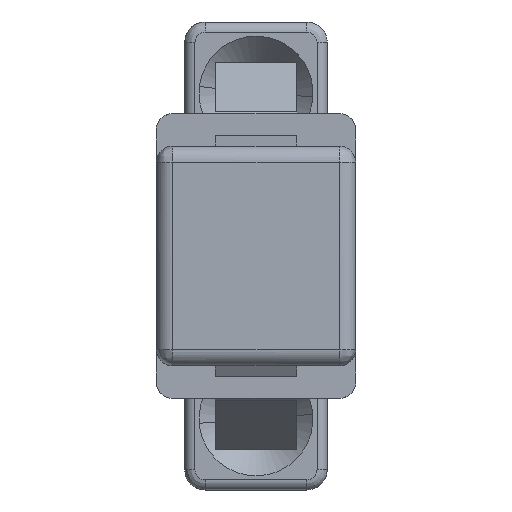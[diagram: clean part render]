
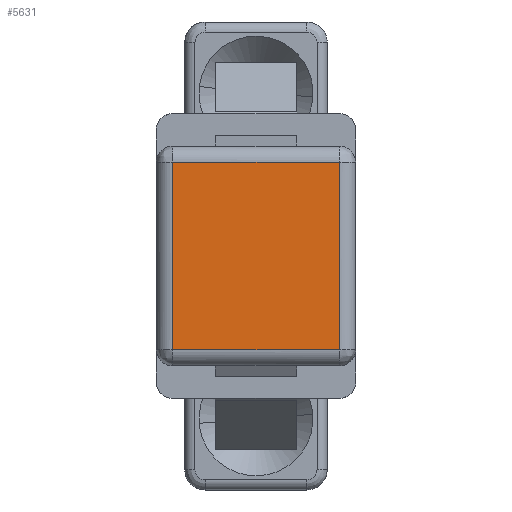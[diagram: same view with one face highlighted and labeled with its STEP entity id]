
A CAD part, left-side view. The second image highlights one B-rep face of the part: STEP entity #5631.
In plain terms, the highlighted free-form (B-spline) face has degree [1, 1] with [2, 2] control points.
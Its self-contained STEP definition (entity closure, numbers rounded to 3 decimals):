
#3810=CARTESIAN_POINT('',(-20.5,4.1,4.6));
#3811=VERTEX_POINT('',#3810);
#3927=CARTESIAN_POINT('',(-20.5,4.1,-4.6));
#3928=VERTEX_POINT('',#3927);
#4044=CARTESIAN_POINT('',(-20.5,-4.1,-4.6));
#4045=VERTEX_POINT('',#4044);
#4161=CARTESIAN_POINT('',(-20.5,-4.1,4.6));
#4162=VERTEX_POINT('',#4161);
#4457=CARTESIAN_POINT('',(-20.5,-4.1,4.6));
#4458=CARTESIAN_POINT('',(-20.5,4.1,4.6));
#4459=QUASI_UNIFORM_CURVE('',1,(#4457,#4458),.UNSPECIFIED.,.F.,.U.);
#4460=EDGE_CURVE('',#4162,#3811,#4459,.T.);
#4480=CARTESIAN_POINT('',(-20.5,4.1,4.6));
#4481=CARTESIAN_POINT('',(-20.5,4.1,-4.6));
#4482=QUASI_UNIFORM_CURVE('',1,(#4480,#4481),.UNSPECIFIED.,.F.,.U.);
#4483=EDGE_CURVE('',#3811,#3928,#4482,.T.);
#4509=CARTESIAN_POINT('',(-20.5,-4.1,-4.6));
#4510=CARTESIAN_POINT('',(-20.5,-4.1,4.6));
#4511=QUASI_UNIFORM_CURVE('',1,(#4509,#4510),.UNSPECIFIED.,.F.,.U.);
#4512=EDGE_CURVE('',#4045,#4162,#4511,.T.);
#4538=CARTESIAN_POINT('',(-20.5,4.1,-4.6));
#4539=CARTESIAN_POINT('',(-20.5,-4.1,-4.6));
#4540=QUASI_UNIFORM_CURVE('',1,(#4538,#4539),.UNSPECIFIED.,.F.,.U.);
#4541=EDGE_CURVE('',#3928,#4045,#4540,.T.);
#5620=CARTESIAN_POINT('',(-20.5,-4.51,5.06));
#5621=CARTESIAN_POINT('',(-20.5,-4.51,-5.06));
#5622=CARTESIAN_POINT('',(-20.5,4.51,5.06));
#5623=CARTESIAN_POINT('',(-20.5,4.51,-5.06));
#5624=B_SPLINE_SURFACE_WITH_KNOTS('',1,1,((#5620,#5622),(#5621,#5623)),.UNSPECIFIED.,.F.,.F.,.U.,(2,2),(2,2),(0.0,10.119),(0.0,9.019),.UNSPECIFIED.);
#5625=ORIENTED_EDGE('',*,*,#4512,.T.);
#5626=ORIENTED_EDGE('',*,*,#4460,.T.);
#5627=ORIENTED_EDGE('',*,*,#4483,.T.);
#5628=ORIENTED_EDGE('',*,*,#4541,.T.);
#5629=EDGE_LOOP('',(#5625,#5626,#5627,#5628));
#5630=FACE_OUTER_BOUND('',#5629,.T.);
#5631=ADVANCED_FACE('',(#5630),#5624,.F.);
